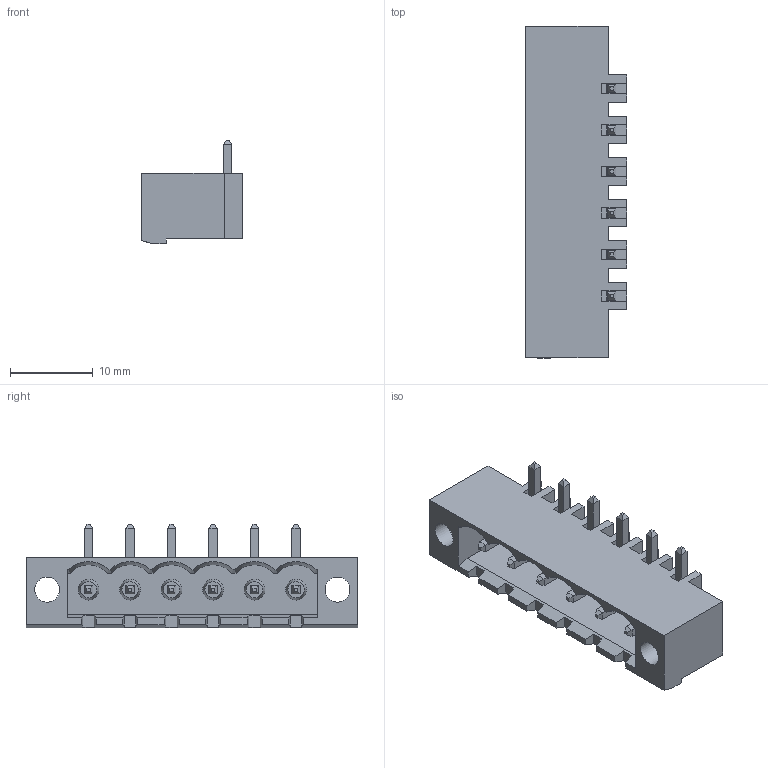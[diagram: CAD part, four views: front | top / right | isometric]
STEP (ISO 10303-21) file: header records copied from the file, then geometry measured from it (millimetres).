
FILE_DESCRIPTION(('STEP AP214'),'1');
FILE_NAME('PV06-5-H-K.stp','2019-03-13T09:09:19',(' '),(' '),'Spatial InterOp 3D',' ',' ');
FILE_SCHEMA(('automotive_design'));
Length unit declared in the file: metre
Products named in the file (1): 1
Bounding box: 12.2 x 40 x 12.5 mm (x, y, z)
Volume: 1961.6 mm3; surface area: 3211.8 mm2
Topology: 1 solids, 1 shells, 267 faces, 683 edges, 438 vertices
Faces by surface type: plane 239, cylinder 16, cone 12
Full cylindrical faces by diameter (mm): 3 x2, 4.2 x2
Entity records: 9942 total; most frequent: CARTESIAN_POINT 1399, ORIENTED_EDGE 1330, DIRECTION 1239, EDGE_CURVE 665, LINE 603, VECTOR 603, VERTEX_POINT 430, AXIS2_PLACEMENT_3D 318
